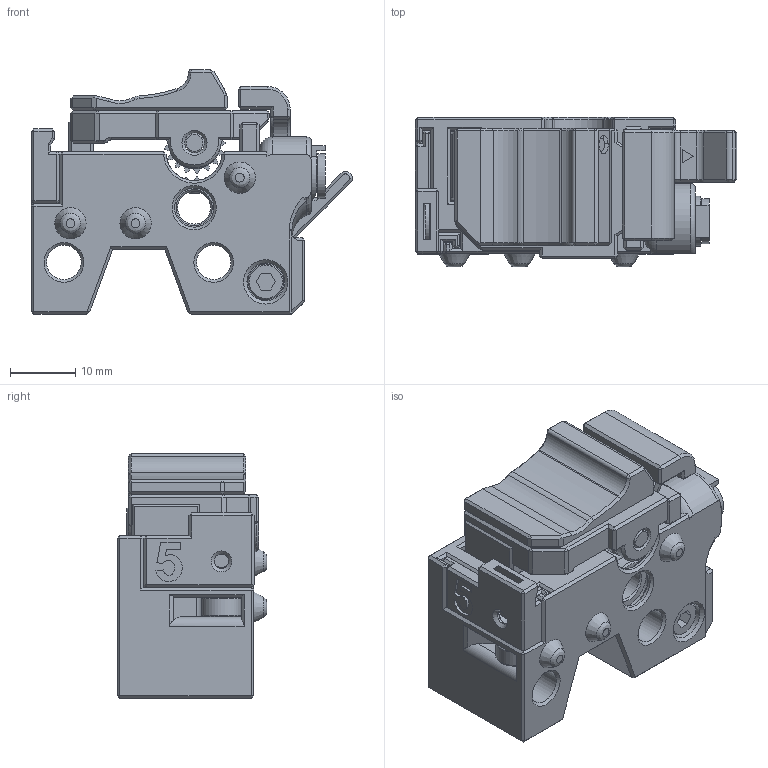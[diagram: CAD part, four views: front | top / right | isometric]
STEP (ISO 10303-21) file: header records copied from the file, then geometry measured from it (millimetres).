
FILE_DESCRIPTION(/* description */ (''),/* implementation_level */ '2;1');
FILE_NAME(/* name */ 'Carrot_Feeder_V1.1_Filament_Block_V1.1_um2.step',/* time_stamp */ '2022-10-04T20:28:24+13:00',/* author */ (''),/* organization */ (''),/* preprocessor_version */ 'ST-DEVELOPER v19',/* originating_system */ 'Autodesk Translation Framework v11.7.0.108',/* authorisation */ '');
FILE_SCHEMA (('AUTOMOTIVE_DESIGN { 1 0 10303 214 3 1 1 }'));
Length unit declared in the file: millimetre
Products named in the file (23): Carrot_Feeder_V1.1_Filament_Block_V1.1 v65 (5); Magnet6x3 v1 (2); Magnet6x3 v1 (1); BondTechDirectDriveGear v1 (5); Direct_Drivegear^Driveshaft Assembly_BMG Drive Mechanism_VORON Clockw
ork_X Carriage; Component41; Latch; M3X16 SHCS v2; Top_Hat_V1.1 v45 (5); BondTechDriveGear v7 (5); Direct_Drivegear_without_setscrew (1)^Guidler_VORON Clockwork_X Carri
age (5); stift 3 x 20 (1)^Direct_Drivegear_without_setscrew (1)_Guidler_VORON 
Clockwork_X Carriage; Direct_Drivegear_without_setscrew (1)-39^Direct_Drivegear_without_set
screw (1)_Guidler_VORON Clockwork_X Carriage; K3x5x7 Needlebearing (1)^Direct_Drivegear_without_setscrew (1)_Guidle
r_VORON Clockwork_X Carriage; TopHat (5); Magnet6x3 v1; TopHatLocker; [MM]_Tag_Plate_5; Magnetic gate_5; M3Washer v1 (5); M3 Washer (5); Orbiter v2.0 mockup_4mm Bowden Coupler v1; Orbiter v2.0 mockup_Bowden Clip 1,75 v1
Assembly tree (23 placements, depth 5):
  Carrot_Feeder_V1.1_Filament_Block_V1.1 v65 (5)
    Magnet6x3 v1 (2)
    Magnet6x3 v1 (1)
    BondTechDirectDriveGear v1 (5)
      Direct_Drivegear^Driveshaft Assembly_BMG Drive Mechanism_VORON Clockw
ork_X Carriage
      Component41
    Latch
    M3X16 SHCS v2
    Top_Hat_V1.1 v45 (5)
      BondTechDriveGear v7 (5)
        Direct_Drivegear_without_setscrew (1)^Guidler_VORON Clockwork_X Carri
age (5)
          stift 3 x 20 (1)^Direct_Drivegear_without_setscrew (1)_Guidler_VORON 
Clockwork_X Carriage
          K3x5x7 Needlebearing (1)^Direct_Drivegear_without_setscrew (1)_Guidle
r_VORON Clockwork_X Carriage  x2
          Direct_Drivegear_without_setscrew (1)-39^Direct_Drivegear_without_set
screw (1)_Guidler_VORON Clockwork_X Carriage
      TopHat (5)
        Magnet6x3 v1
      TopHatLocker
    [MM]_Tag_Plate_5
    Magnetic gate_5
      M3Washer v1 (5)
        M3 Washer (5)
    Orbiter v2.0 mockup_4mm Bowden Coupler v1
    Orbiter v2.0 mockup_Bowden Clip 1,75 v1
Bounding box: 49.34 x 23 x 37.6 mm (x, y, z)
Volume: 20299.1 mm3; surface area: 16421.8 mm2
Topology: 34 solids, 34 shells, 1463 faces, 3494 edges, 2111 vertices
Faces by surface type: plane 873, cylinder 345, cone 149, bspline 54, torus 38, sphere 4
Full cylindrical faces by diameter (mm): 1 x10, 2.016 x2, 2.2 x2, 2.4 x2, 2.5 x1, 2.53 x2, 3 x4, 3.05 x2, 3.2 x1, 3.3 x2, 3.4 x1, 3.5 x1, 4 x1, 4.2 x1, 4.7 x2, 4.9 x1, 5.05 x2, 5.3 x2, 5.5 x1, 5.8 x1, 6 x4, 6.5 x1, 6.9 x1, 7 x1, 8 x4, 8.6 x1
Entity records: 46966 total; most frequent: CARTESIAN_POINT 13416, DIRECTION 7108, ORIENTED_EDGE 6730, EDGE_CURVE 3365, AXIS2_PLACEMENT_3D 2530, LINE 2048, VECTOR 2048, VERTEX_POINT 2031
